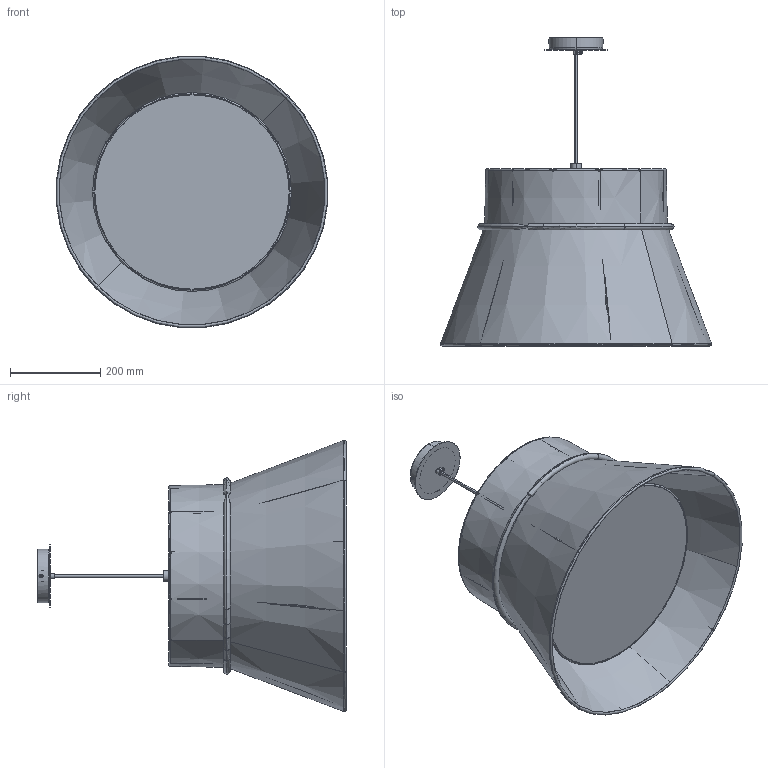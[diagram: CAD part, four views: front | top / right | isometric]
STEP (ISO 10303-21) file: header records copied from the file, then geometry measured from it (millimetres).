
FILE_DESCRIPTION (( 'STEP AP203' ), '1' );
FILE_NAME ('FOLIE S-60-02 206042xxyyy.STEP', '2021-08-18T11:46:19', ( '' ), ( '' ), 'SwSTEP 2.0', 'SolidWorks 2019', '' );
FILE_SCHEMA (( 'CONFIG_CONTROL_DESIGN' ));
Length unit declared in the file: millimetre
Products named in the file (19): 000-907-027-FOLIE 60; 000-206-006; 000-206-034; FOLIE S-60-02 206042xxyyy; 000-202-18; 000-160-05; 000-206-002; 000-206-001 v2; 000-SUB206-002; 000-SUB206-001; 000-P-835; 000-FLO102; 000-206-032; 000-D965-410A2; 000-206-004; 000-914-001; 000-SUB206-003; 000-914-002; 000-160-01
Assembly tree (20 placements, depth 4):
  FOLIE S-60-02 206042xxyyy
    000-202-18
    000-P-835
      000-206-001 v2
      000-206-002
      000-SUB206-003
        000-206-032
    000-SUB206-002
      000-SUB206-001
        000-907-027-FOLIE 60
    000-206-006  x2
    000-206-004
    000-FLO102
      000-160-05
      000-160-01
      000-D965-410A2  x2
      000-914-001
      000-914-002
      000-206-034
Bounding box: 600.06 x 681.87 x 600.06 mm (x, y, z)
Volume: 466900 mm3; surface area: 2147009.5 mm2
Topology: 17 solids, 38 shells, 522 faces, 1157 edges, 702 vertices
Faces by surface type: plane 181, cylinder 179, torus 80, cone 40, bspline 38, sphere 4
Entity records: 20144 total; most frequent: CARTESIAN_POINT 7201, DIRECTION 2417, ORIENTED_EDGE 2158, EDGE_CURVE 1079, AXIS2_PLACEMENT_3D 993, VERTEX_POINT 663, EDGE_LOOP 534, CIRCLE 520
